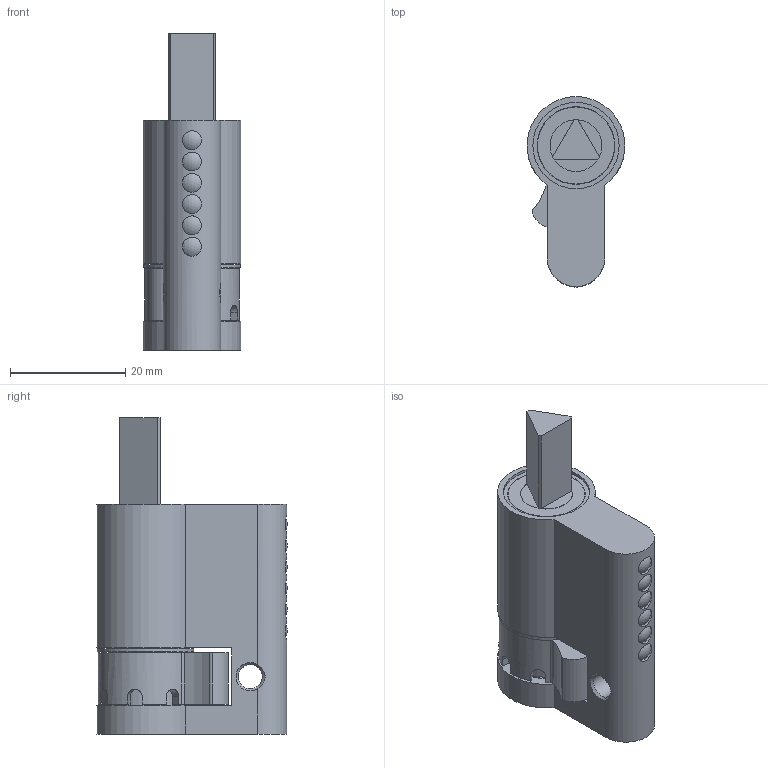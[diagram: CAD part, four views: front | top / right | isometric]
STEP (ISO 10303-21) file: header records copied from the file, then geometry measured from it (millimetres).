
FILE_DESCRIPTION (( 'STEP AP203' ), '1' );
FILE_NAME ('8596.step', '2020-03-18T12:13:58', ( '' ), ( '' ), 'SwSTEP 2.0', 'SolidWorks 2015', '' );
FILE_SCHEMA (( 'CONFIG_CONTROL_DESIGN' ));
Length unit declared in the file: millimetre
Products named in the file (9): 8596 + 8597 Konfig_8596 Teil1; 8596; 859X Teil1; 859X Teil1_859X Teil1; 859X Teil2_8596 Teil2; 8596 + 8597 Konfig; 859X Teil2; 859X Teil3_859X Teil3; 859X Teil3
Assembly tree (4 placements, depth 2):
  8596
    8596 + 8597 Konfig_8596 Teil1
    859X Teil1_859X Teil1
    859X Teil2_8596 Teil2
    859X Teil3_859X Teil3
  859X Teil1
  8596 + 8597 Konfig
  859X Teil2
  859X Teil3
Bounding box: 16.95 x 33.05 x 55 mm (x, y, z)
Volume: 13920.8 mm3; surface area: 10071.6 mm2
Topology: 10 solids, 10 shells, 284 faces, 731 edges, 488 vertices
Faces by surface type: plane 120, bspline 93, cylinder 62, sphere 6, cone 3
Full cylindrical faces by diameter (mm): 2.6 x4, 3.3 x6, 4.2 x1, 12.7 x2, 13.4 x2, 13.5 x2, 15 x1, 16.8 x1
Entity records: 14436 total; most frequent: CARTESIAN_POINT 7398, ORIENTED_EDGE 1410, DIRECTION 1005, EDGE_CURVE 705, VERTEX_POINT 482, EDGE_LOOP 347, AXIS2_PLACEMENT_3D 339, LINE 327
